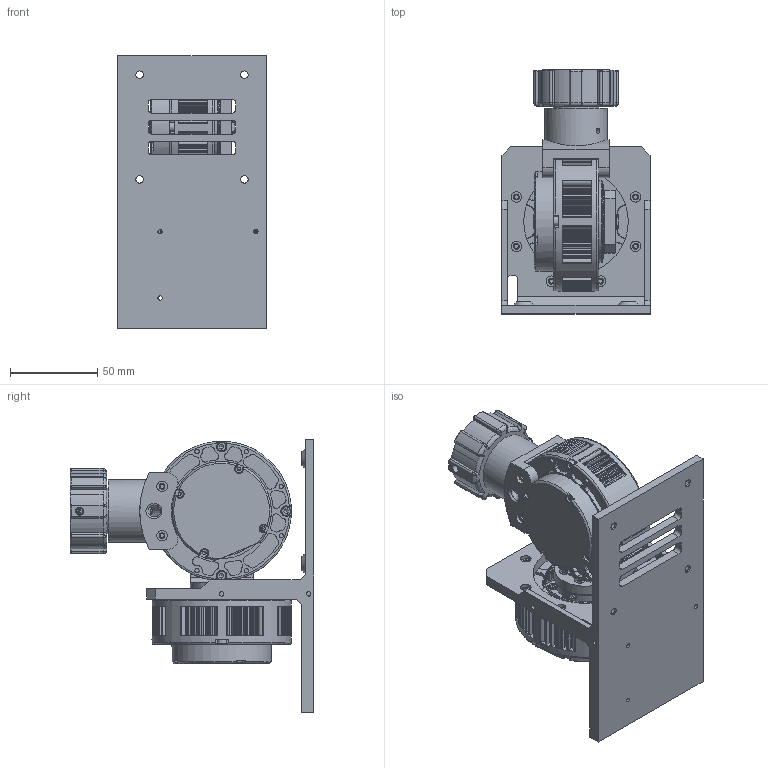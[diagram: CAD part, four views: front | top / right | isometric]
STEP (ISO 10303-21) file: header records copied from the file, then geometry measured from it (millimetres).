
FILE_DESCRIPTION(/* description */ (''),/* implementation_level */ '2;1');
FILE_NAME(/* name */ 'FFB Base Compact with Steadywing GIM6010.step',/* time_stamp */ '2024-05-30T22:16:30+08:00',/* author */ (''),/* organization */ (''),/* preprocessor_version */ 'ST-DEVELOPER v20',/* originating_system */ 'Autodesk Translation Framework v12.20.1.177',/* authorisation */ '');
FILE_SCHEMA (('AUTOMOTIVE_DESIGN { 1 0 10303 214 3 1 1 }'));
Products named in the file (16): FFB Base Compact with Steadywing GIM6010; GIM6010电机; Pitch连接座; WW Adapter; Center Stick; WW Adapter Thread Nut v1; Roll连接件; GIM6010电机_1; 6010-8_简化_1; 转子; 定子; V15驱动盖; RU28; 外环; 内环; 底座
Assembly tree (17 placements, depth 4):
  FFB Base Compact with Steadywing GIM6010
    GIM6010电机
      6010-8_简化_1
        转子
        定子
      V15驱动盖
    Pitch连接座
    WW Adapter
      Center Stick
      WW Adapter Thread Nut v1
    Roll连接件
    GIM6010电机_1
      6010-8_简化_1
        转子
        定子
      V15驱动盖
    RU28
      外环
      内环
    底座
Bounding box: 85 x 140.03 x 156.5 mm (x, y, z)
Volume: 373831.4 mm3; surface area: 167011.9 mm2
Topology: 11 solids, 11 shells, 2872 faces, 7456 edges, 4836 vertices
Faces by surface type: cylinder 1393, plane 1046, cone 307, torus 79, bspline 47
Full cylindrical faces by diameter (mm): 1.567 x24, 2 x8, 2.459 x44, 2.5 x7, 3 x2, 3.2 x16, 3.359 x8, 4 x15, 4.3 x4, 4.5 x16, 4.6 x7, 5.5 x8, 5.6 x4, 6 x29, 8 x1, 10 x2, 12 x2, 13 x4, 18 x2, 20 x2, 24 x2, 26 x1, 26.1 x1, 27.2 x1, 32 x1, 34 x4, 34.023 x4, 36 x1, 36.257 x5, 47 x2
Entity records: 56160 total; most frequent: CARTESIAN_POINT 14292, DIRECTION 9186, ORIENTED_EDGE 8452, EDGE_CURVE 4226, AXIS2_PLACEMENT_3D 3626, VERTEX_POINT 2745, CIRCLE 1985, EDGE_LOOP 1963
